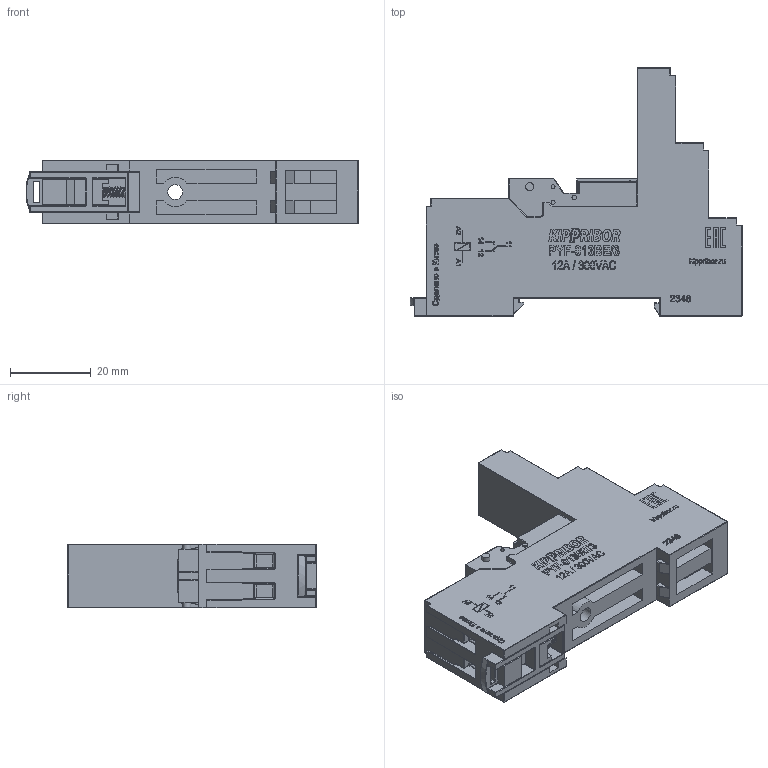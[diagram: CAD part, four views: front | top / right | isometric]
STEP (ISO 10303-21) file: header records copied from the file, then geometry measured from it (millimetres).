
FILE_DESCRIPTION(/* description */ (''),/* implementation_level */ '2;1');
FILE_NAME(/* name */ 'PYF-013BE-3.stp',/* time_stamp */ '2024-04-02T17:06:53+07:00',/* author */ ('RUKotlubIg'),/* organization */ (''),/* preprocessor_version */ 'ST-DEVELOPER v18.1',/* originating_system */ 'Autodesk Inventor 2021',/* authorisation */ '');
FILE_SCHEMA (('AUTOMOTIVE_DESIGN { 1 0 10303 214 3 1 1 }'));
Products named in the file (4): PYF-013BE-3; PYF-013BE-3_1; PYF-013BE-3_2; PYF-013BE-3_3
Assembly tree (3 placements, depth 2):
  PYF-013BE-3
    PYF-013BE-3_1
    PYF-013BE-3_2
    PYF-013BE-3_3
Bounding box: 82.4 x 61.61 x 15.81 mm (x, y, z)
Volume: 37278.1 mm3; surface area: 14636.3 mm2
Topology: 3 solids, 3 shells, 2775 faces, 6888 edges, 4293 vertices
Faces by surface type: plane 1232, bspline 719, cylinder 553, torus 143, sphere 127, cone 1
Full cylindrical faces by diameter (mm): 1 x4, 1.1 x2, 1.5 x1, 2 x2, 3.6 x1, 3.7 x1, 5.3 x5, 6 x1
Entity records: 101739 total; most frequent: CARTESIAN_POINT 38179, ORIENTED_EDGE 13776, DIRECTION 11103, EDGE_CURVE 6888, VERTEX_POINT 4293, LINE 4107, VECTOR 4107, AXIS2_PLACEMENT_3D 3498
